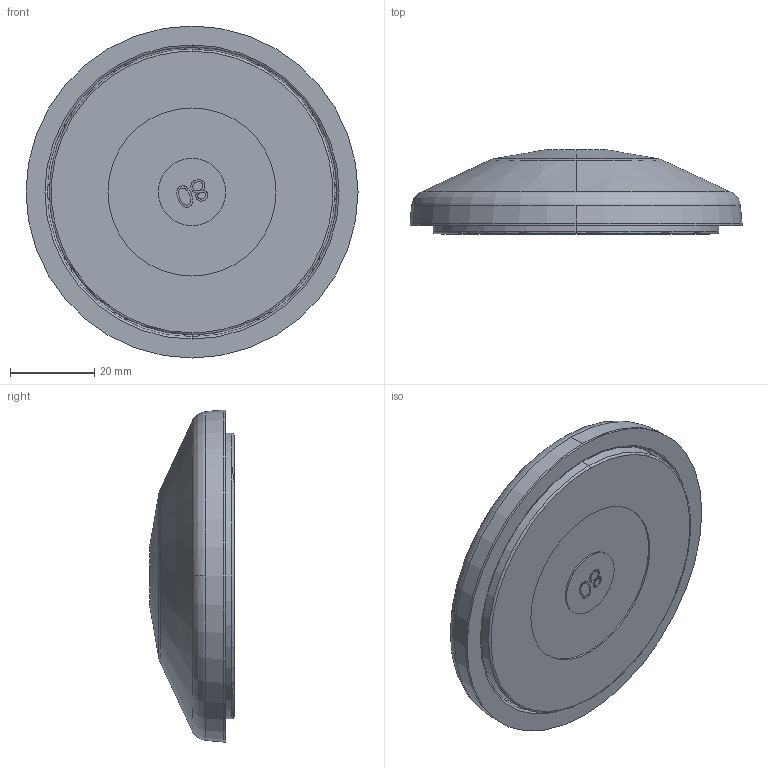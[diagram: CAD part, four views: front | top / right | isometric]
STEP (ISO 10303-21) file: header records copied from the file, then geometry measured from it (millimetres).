
FILE_DESCRIPTION (( 'STEP AP203' ), '1' );
FILE_NAME ('203600111_c_1.STEP', '2022-07-08T18:32:53', ( '' ), ( '' ), 'SwSTEP 2.0', 'SolidWorks 2014', '' );
FILE_SCHEMA (( 'CONFIG_CONTROL_DESIGN' ));
Length unit declared in the file: millimetre
Products named in the file (1): 203600111_c_1
Bounding box: 79 x 20 x 79 mm (x, y, z)
Volume: 58293.9 mm3; surface area: 25468.4 mm2
Topology: 2 solids, 2 shells, 520 faces, 1349 edges, 838 vertices
Faces by surface type: bspline 160, cylinder 106, plane 91, torus 77, cone 54, sphere 32
Entity records: 22958 total; most frequent: CARTESIAN_POINT 11771, ORIENTED_EDGE 2660, DIRECTION 1900, EDGE_CURVE 1330, VERTEX_POINT 826, AXIS2_PLACEMENT_3D 809, B_SPLINE_CURVE_WITH_KNOTS 577, EDGE_LOOP 532
